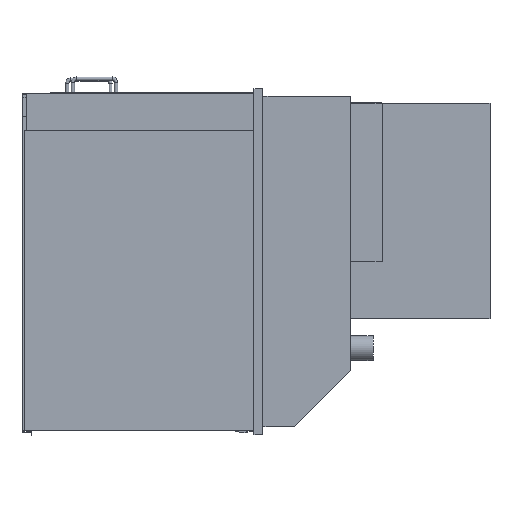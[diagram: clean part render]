
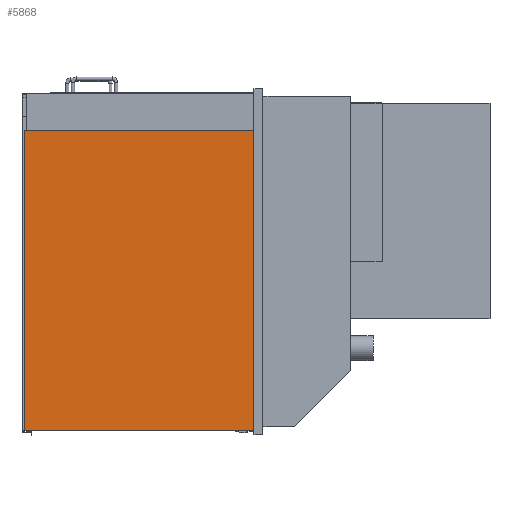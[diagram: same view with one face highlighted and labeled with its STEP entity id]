
A CAD part, left-side view. The second image highlights one B-rep face of the part: STEP entity #5868.
In plain terms, the highlighted planar face has unit normal (-1, 0, 0).
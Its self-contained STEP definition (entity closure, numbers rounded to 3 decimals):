
#339=FACE_OUTER_BOUND('',#695,.T.);
#695=EDGE_LOOP('',(#4087,#4088,#4089,#4090));
#1106=LINE('',#8649,#1817);
#1110=LINE('',#8657,#1821);
#1113=LINE('',#8663,#1824);
#1116=LINE('',#8668,#1827);
#1817=VECTOR('',#6953,10.);
#1821=VECTOR('',#6959,10.);
#1824=VECTOR('',#6964,10.);
#1827=VECTOR('',#6969,10.);
#2504=VERTEX_POINT('',#8647);
#2505=VERTEX_POINT('',#8648);
#2508=VERTEX_POINT('',#8656);
#2510=VERTEX_POINT('',#8662);
#3110=EDGE_CURVE('',#2504,#2505,#1106,.T.);
#3114=EDGE_CURVE('',#2505,#2508,#1110,.T.);
#3117=EDGE_CURVE('',#2508,#2510,#1113,.T.);
#3120=EDGE_CURVE('',#2510,#2504,#1116,.T.);
#4087=ORIENTED_EDGE('',*,*,#3120,.T.);
#4088=ORIENTED_EDGE('',*,*,#3110,.T.);
#4089=ORIENTED_EDGE('',*,*,#3114,.T.);
#4090=ORIENTED_EDGE('',*,*,#3117,.T.);
#5560=PLANE('',#6297);
#5868=ADVANCED_FACE('',(#339),#5560,.T.);
#6297=AXIS2_PLACEMENT_3D('',#8670,#6971,#6972);
#6953=DIRECTION('',(0.,0.,1.));
#6959=DIRECTION('',(0.,1.,0.));
#6964=DIRECTION('',(0.,0.,-1.));
#6969=DIRECTION('',(0.,-1.,0.));
#6971=DIRECTION('center_axis',(-1.,0.,0.));
#6972=DIRECTION('ref_axis',(0.,0.,1.));
#8647=CARTESIAN_POINT('',(-858.,117.5,-376.));
#8648=CARTESIAN_POINT('',(-858.,117.5,292.));
#8649=CARTESIAN_POINT('',(-858.,117.5,-376.));
#8656=CARTESIAN_POINT('',(-858.,627.5,292.));
#8657=CARTESIAN_POINT('',(-858.,117.5,292.));
#8662=CARTESIAN_POINT('',(-858.,627.5,-376.));
#8663=CARTESIAN_POINT('',(-858.,627.5,292.));
#8668=CARTESIAN_POINT('',(-858.,627.5,-376.));
#8670=CARTESIAN_POINT('Origin',(-858.,372.5,-42.));
